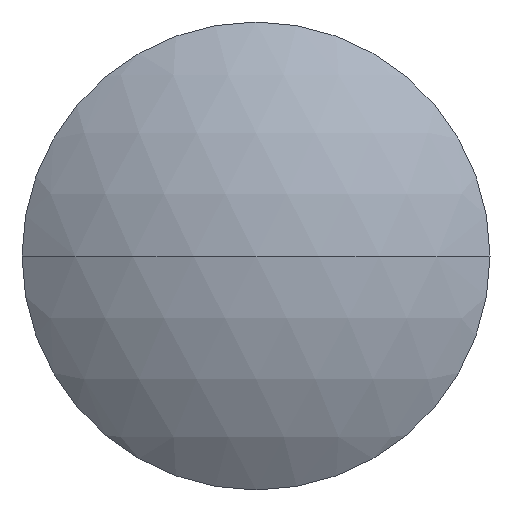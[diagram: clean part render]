
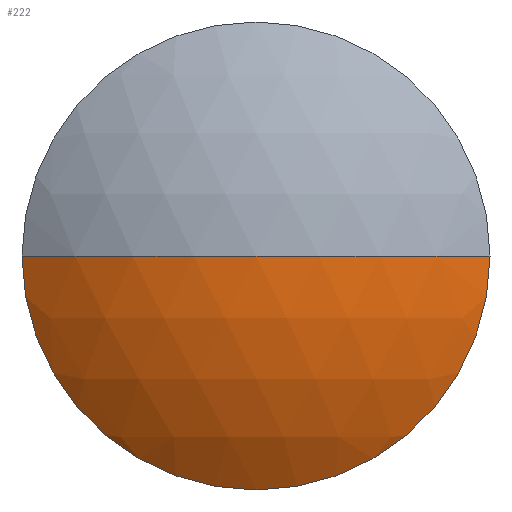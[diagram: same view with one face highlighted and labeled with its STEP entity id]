
A CAD part, left-side view. The second image highlights one B-rep face of the part: STEP entity #222.
In plain terms, the highlighted spherical face has radius 10 mm.
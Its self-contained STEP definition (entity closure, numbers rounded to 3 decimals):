
#2 = CIRCLE ( 'NONE', #243, 6. ) ;
#12 = ORIENTED_EDGE ( 'NONE', *, *, #132, .F. ) ;
#29 = DIRECTION ( 'NONE',  ( -1., 0., 0. ) ) ;
#35 = CARTESIAN_POINT ( 'NONE',  ( 6., 0., 0. ) ) ;
#48 = EDGE_LOOP ( 'NONE', ( #317, #106, #124, #12 ) ) ;
#59 = CARTESIAN_POINT ( 'NONE',  ( -2., 6., 0. ) ) ;
#62 = FACE_OUTER_BOUND ( 'NONE', #48, .T. ) ;
#85 = DIRECTION ( 'NONE',  ( 0., 0., 1. ) ) ;
#89 = CARTESIAN_POINT ( 'NONE',  ( -2., -6., 0. ) ) ;
#91 = EDGE_CURVE ( 'NONE', #293, #212, #2, .T. ) ;
#106 = ORIENTED_EDGE ( 'NONE', *, *, #91, .T. ) ;
#120 = CARTESIAN_POINT ( 'NONE',  ( -4., 0., 0. ) ) ;
#124 = ORIENTED_EDGE ( 'NONE', *, *, #335, .T. ) ;
#131 = VERTEX_POINT ( 'NONE', #59 ) ;
#132 = EDGE_CURVE ( 'NONE', #131, #241, #216, .T. ) ;
#147 = CARTESIAN_POINT ( 'NONE',  ( -2., 0., 0. ) ) ;
#165 = DIRECTION ( 'NONE',  ( 0., 0., 1. ) ) ;
#172 = CARTESIAN_POINT ( 'NONE',  ( 6., 0., 0. ) ) ;
#174 = AXIS2_PLACEMENT_3D ( 'NONE', #172, #256, #281 ) ;
#194 = CIRCLE ( 'NONE', #312, 6. ) ;
#199 = DIRECTION ( 'NONE',  ( 0., 0., -1. ) ) ;
#212 = VERTEX_POINT ( 'NONE', #89 ) ;
#216 = CIRCLE ( 'NONE', #332, 10. ) ;
#222 = ADVANCED_FACE ( 'NONE', ( #62 ), #277, .T. ) ;
#224 = DIRECTION ( 'NONE',  ( 1., 0., 0. ) ) ;
#230 = DIRECTION ( 'NONE',  ( -1., 0., 0. ) ) ;
#241 = VERTEX_POINT ( 'NONE', #120 ) ;
#243 = AXIS2_PLACEMENT_3D ( 'NONE', #327, #29, #85 ) ;
#256 = DIRECTION ( 'NONE',  ( 0., 0., -1. ) ) ;
#276 = AXIS2_PLACEMENT_3D ( 'NONE', #35, #199, #280 ) ;
#277 = SPHERICAL_SURFACE ( 'NONE', #276, 10. ) ;
#280 = DIRECTION ( 'NONE',  ( 0., 1., 0. ) ) ;
#281 = DIRECTION ( 'NONE',  ( 0., 1., 0. ) ) ;
#293 = VERTEX_POINT ( 'NONE', #308 ) ;
#295 = CARTESIAN_POINT ( 'NONE',  ( 6., 0., 0. ) ) ;
#307 = EDGE_CURVE ( 'NONE', #131, #293, #194, .T. ) ;
#308 = CARTESIAN_POINT ( 'NONE',  ( -2., 0., -6. ) ) ;
#312 = AXIS2_PLACEMENT_3D ( 'NONE', #147, #230, #330 ) ;
#317 = ORIENTED_EDGE ( 'NONE', *, *, #307, .T. ) ;
#327 = CARTESIAN_POINT ( 'NONE',  ( -2., 0., 0. ) ) ;
#330 = DIRECTION ( 'NONE',  ( 0., 0., 1. ) ) ;
#332 = AXIS2_PLACEMENT_3D ( 'NONE', #295, #165, #224 ) ;
#335 = EDGE_CURVE ( 'NONE', #212, #241, #337, .T. ) ;
#337 = CIRCLE ( 'NONE', #174, 10. ) ;
